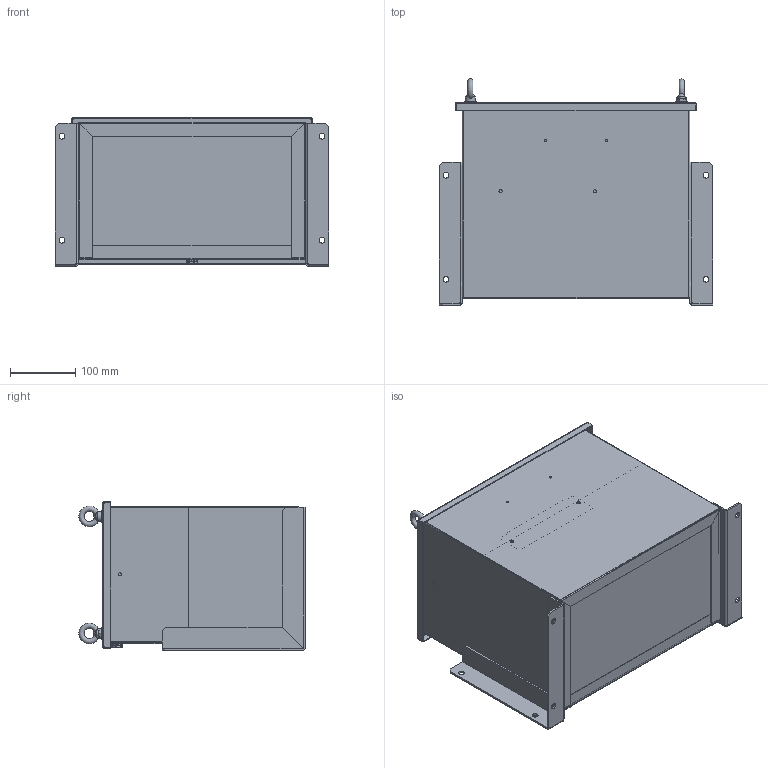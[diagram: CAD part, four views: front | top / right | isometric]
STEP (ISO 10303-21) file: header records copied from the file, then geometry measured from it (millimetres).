
FILE_DESCRIPTION (( 'STEP AP214' ), '1' );
FILE_NAME ('130B2840.STEP', '2015-02-26T14:53:22', ( 'EDV' ), ( 'Microsoft' ), 'SwSTEP 2.0', 'SolidWorks 2014', '' );
FILE_SCHEMA (( 'AUTOMOTIVE_DESIGN' ));
Length unit declared in the file: millimetre
Products named in the file (22): M6DIN582; pan head cross collar screw_din_DIN 967 - M4 x 25 - Z --- 23.6N; Socket Head Cap Screw_DIN_DIN 912 M6 x 16 --- 16N; +1095-0157; 150216 Verguss B 1003007; 130B2840; Baugruppe Gehäuse BG 20_x IP54; +1029-0014; TS35x140x100x17,5xD4,5_ohne Bohrung; 100416_Klemmenhaltewinkel_a; RK50-Klemme; Schirmblech; Deckel f黵 BG 20 IP54; Rückwand BG 20_x IP54; Winkel BG 20_x IP54 V2A; Gehäuseschale BG 20_x IP54; Bodenblech Gehäuse BG 20_x IP54; Plain Washer Grade A_DIN_Washer DIN 125 - A 6.4; Plain Washer Large_DIN_Washer DIN 9021 - 6.4; pan head cross recess screw_din_ISO 7045 - M6 x 10 - Z --- 10N; Domed cap nut_DIN_DIN 1587 - M6 --NNU; curved spring lock washer_din_Spring washer DIN 128 - A6
Assembly tree (46 placements, depth 3):
  130B2840
    Baugruppe Gehäuse BG 20_x IP54
      Socket Head Cap Screw_DIN_DIN 912 M6 x 16 --- 16N  x4
      M6DIN582  x2
      Domed cap nut_DIN_DIN 1587 - M6 --NNU  x2
      Plain Washer Large_DIN_Washer DIN 9021 - 6.4  x2
      Plain Washer Grade A_DIN_Washer DIN 125 - A 6.4  x6
      Bodenblech Gehäuse BG 20_x IP54
      Gehäuseschale BG 20_x IP54
      Winkel BG 20_x IP54 V2A  x2
      Rückwand BG 20_x IP54
      Deckel f黵 BG 20 IP54
      Schirmblech
      RK50-Klemme  x6
      100416_Klemmenhaltewinkel_a
      TS35x140x100x17,5xD4,5_ohne Bohrung
      +1029-0014
    150216 Verguss B 1003007
    +1095-0157  x2
    pan head cross collar screw_din_DIN 967 - M4 x 25 - Z --- 23.6N  x4
    Plain Washer Grade A_DIN_Washer DIN 125 - A 6.4  x2
    curved spring lock washer_din_Spring washer DIN 128 - A6  x2
    pan head cross recess screw_din_ISO 7045 - M6 x 10 - Z --- 10N  x2
Bounding box: 420 x 348.07 x 228.25 mm (x, y, z)
Volume: 13777808.6 mm3; surface area: 1827648.6 mm2
Topology: 49 solids, 49 shells, 1183 faces, 2839 edges, 1786 vertices
Faces by surface type: plane 814, cylinder 241, cone 68, bspline 28, torus 24, sphere 8
Full cylindrical faces by diameter (mm): 3.3 x2, 4 x4, 4.2 x4, 5 x10, 5.5 x8, 6 x10, 6.4 x10, 6.95 x2, 7.1 x1, 7.15 x2, 7.6 x4, 8 x1, 8.5 x14, 9 x8, 9.5 x2, 10 x8, 11.464 x1, 12 x11, 13 x1, 15 x2, 18 x2, 43 x4
Entity records: 21049 total; most frequent: CARTESIAN_POINT 4794, DIRECTION 3119, ORIENTED_EDGE 3020, EDGE_CURVE 1510, AXIS2_PLACEMENT_3D 1102, VERTEX_POINT 979, LINE 915, VECTOR 915
